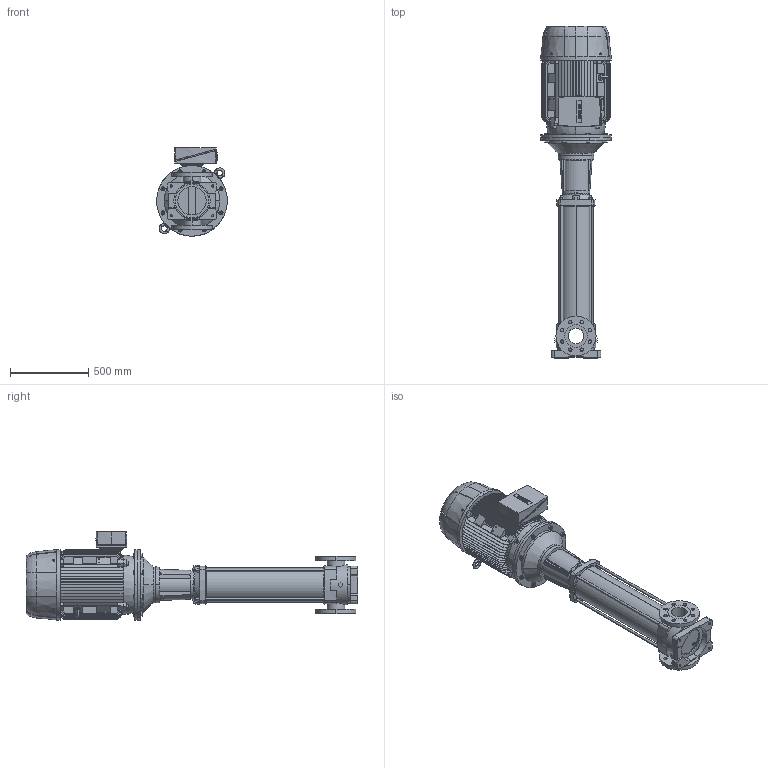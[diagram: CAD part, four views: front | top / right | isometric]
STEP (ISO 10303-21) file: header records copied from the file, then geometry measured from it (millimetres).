
FILE_DESCRIPTION (( 'STEP AP203' ), '1' );
FILE_NAME ('4.93.632.13swa01.step', '2023-04-21T12:59:54', ( '' ), ( '' ), 'SwSTEP 2.0', 'SolidWorks 2020', '' );
FILE_SCHEMA (( 'CONFIG_CONTROL_DESIGN' ));
Length unit declared in the file: millimetre
Products named in the file (5): 10000023swn00_M16x50 6.8 ZINCATA; 10000007swn00_M16 6S ZINCATO; 4.93.632.13swa01; 10017785swn00; 4.93.631.11swp01
Assembly tree (18 placements, depth 2):
  4.93.632.13swa01
    4.93.631.11swp01
    10017785swn00
    10000023swn00_M16x50 6.8 ZINCATA  x8
    10000007swn00_M16 6S ZINCATO  x8
Bounding box: 450 x 2114.8 x 563 mm (x, y, z)
Volume: 106007756.9 mm3; surface area: 6437017.1 mm2
Topology: 41 solids, 41 shells, 1855 faces, 4810 edges, 3110 vertices
Faces by surface type: plane 949, cylinder 509, cone 241, torus 146, bspline 10
Entity records: 56266 total; most frequent: CARTESIAN_POINT 17448, ORIENTED_EDGE 8172, DIRECTION 7511, EDGE_CURVE 4086, VERTEX_POINT 2697, AXIS2_PLACEMENT_3D 2620, LINE 2271, VECTOR 2271
